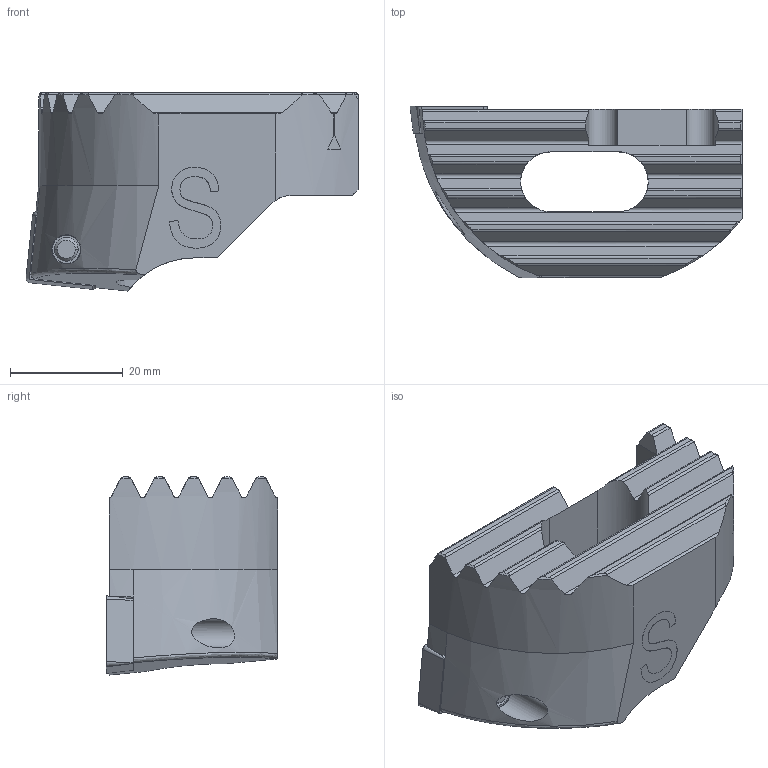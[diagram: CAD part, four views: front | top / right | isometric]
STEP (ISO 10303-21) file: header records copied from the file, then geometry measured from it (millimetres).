
FILE_DESCRIPTION(('no description'),'unknown implementation level');
FILE_NAME('4B58A4A5-91E7-4B76-B756-6E4F2BCFC095_export.stp',' ',('CIMSOURCE GmbH'),('CADClick - KiM GmbH - www.kimweb.de'),'unknown preprocess','ACIS','unknown authorization');
FILE_SCHEMA(('automotive_design'));
Length unit declared in the file: millimetre
Products named in the file (3): 639.161 Kaiser 68-90 SW68 SC12 S|639.161 Kaiser 68-90 SW68 SC12 S;RSS-Marke; 639.161 Kaiser 68-90 SW68 SC12 S|694.150 Kaiser ETL M5 X 13,3 T20 IP 10S;Kreismuster1; 639.161 Kaiser 68-90 SW68 SC12 S|654.350 Kaiser SCMT 120408 P20C;Kombinieren1
Bounding box: 59 x 30.46 x 35.19 mm (x, y, z)
Volume: 27130 mm3; surface area: 9947 mm2
Topology: 3 solids, 3 shells, 215 faces, 587 edges, 381 vertices
Faces by surface type: plane 80, cylinder 73, bspline 31, cone 23, torus 8
Entity records: 16754 total; most frequent: CARTESIAN_POINT 4881, STYLED_ITEM 1186, PRESENTATION_STYLE_ASSIGNMENT 1186, COLOUR_RGB 1186, ORIENTED_EDGE 1174, DIRECTION 1016, EDGE_CURVE 587, CURVE_STYLE 587
